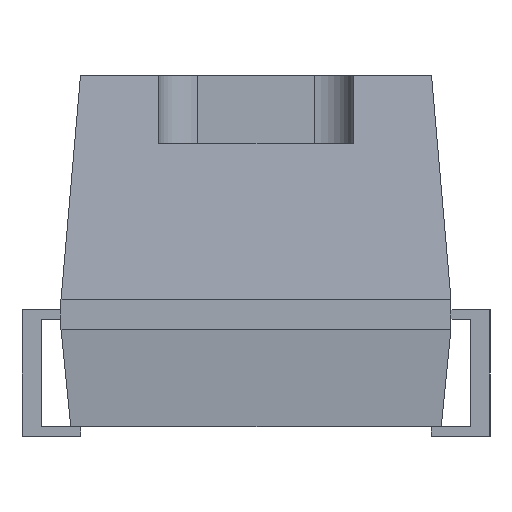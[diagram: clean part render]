
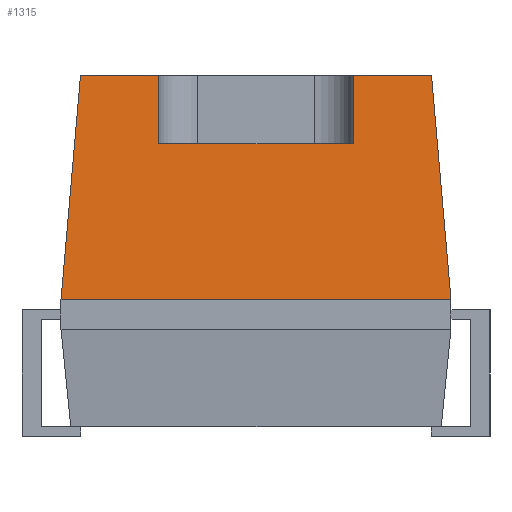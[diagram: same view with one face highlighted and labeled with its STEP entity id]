
A CAD part, left-side view. The second image highlights one B-rep face of the part: STEP entity #1315.
In plain terms, the highlighted planar face has unit normal (-0.996, 0, 0.087).
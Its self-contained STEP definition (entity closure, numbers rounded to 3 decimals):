
#349 = VERTEX_POINT('',#350);
#350 = CARTESIAN_POINT('',(-5.85,-2.,1.4));
#670 = EDGE_CURVE('',#349,#671,#673,.T.);
#671 = VERTEX_POINT('',#672);
#672 = CARTESIAN_POINT('',(-5.85,2.,1.4));
#673 = LINE('',#674,#675);
#674 = CARTESIAN_POINT('',(-5.85,-1.8,1.4));
#675 = VECTOR('',#676,1.);
#676 = DIRECTION('',(0.,1.,0.));
#696 = VERTEX_POINT('',#697);
#697 = CARTESIAN_POINT('',(-5.65,-1.8,3.7));
#703 = EDGE_CURVE('',#349,#696,#704,.T.);
#704 = LINE('',#705,#706);
#705 = CARTESIAN_POINT('',(-5.706,-1.856,
    3.051));
#706 = VECTOR('',#707,1.);
#707 = DIRECTION('',(0.086,0.086,
    0.993));
#1315 = ADVANCED_FACE('',(#1316),#1366,.F.);
#1316 = FACE_BOUND('',#1317,.F.);
#1317 = EDGE_LOOP('',(#1318,#1319,#1320,#1328,#1336,#1344,#1352,#1360));
#1318 = ORIENTED_EDGE('',*,*,#703,.F.);
#1319 = ORIENTED_EDGE('',*,*,#670,.T.);
#1320 = ORIENTED_EDGE('',*,*,#1321,.T.);
#1321 = EDGE_CURVE('',#671,#1322,#1324,.T.);
#1322 = VERTEX_POINT('',#1323);
#1323 = CARTESIAN_POINT('',(-5.65,1.8,3.7));
#1324 = LINE('',#1325,#1326);
#1325 = CARTESIAN_POINT('',(-5.737,1.887,
    2.704));
#1326 = VECTOR('',#1327,1.);
#1327 = DIRECTION('',(0.086,-0.086,
    0.993));
#1328 = ORIENTED_EDGE('',*,*,#1329,.F.);
#1329 = EDGE_CURVE('',#1330,#1322,#1332,.T.);
#1330 = VERTEX_POINT('',#1331);
#1331 = CARTESIAN_POINT('',(-5.65,1.,3.7));
#1332 = LINE('',#1333,#1334);
#1333 = CARTESIAN_POINT('',(-5.65,-1.8,3.7));
#1334 = VECTOR('',#1335,1.);
#1335 = DIRECTION('',(0.,1.,0.));
#1336 = ORIENTED_EDGE('',*,*,#1337,.F.);
#1337 = EDGE_CURVE('',#1338,#1330,#1340,.T.);
#1338 = VERTEX_POINT('',#1339);
#1339 = CARTESIAN_POINT('',(-5.711,1.,3.));
#1340 = LINE('',#1341,#1342);
#1341 = CARTESIAN_POINT('',(-5.734,1.,2.732));
#1342 = VECTOR('',#1343,1.);
#1343 = DIRECTION('',(0.087,0.,0.996));
#1344 = ORIENTED_EDGE('',*,*,#1345,.T.);
#1345 = EDGE_CURVE('',#1338,#1346,#1348,.T.);
#1346 = VERTEX_POINT('',#1347);
#1347 = CARTESIAN_POINT('',(-5.711,-1.,3.));
#1348 = LINE('',#1349,#1350);
#1349 = CARTESIAN_POINT('',(-5.711,-1.4,3.));
#1350 = VECTOR('',#1351,1.);
#1351 = DIRECTION('',(0.,-1.,0.));
#1352 = ORIENTED_EDGE('',*,*,#1353,.T.);
#1353 = EDGE_CURVE('',#1346,#1354,#1356,.T.);
#1354 = VERTEX_POINT('',#1355);
#1355 = CARTESIAN_POINT('',(-5.65,-1.,3.7));
#1356 = LINE('',#1357,#1358);
#1357 = CARTESIAN_POINT('',(-5.734,-1.,2.732));
#1358 = VECTOR('',#1359,1.);
#1359 = DIRECTION('',(0.087,0.,0.996));
#1360 = ORIENTED_EDGE('',*,*,#1361,.F.);
#1361 = EDGE_CURVE('',#696,#1354,#1362,.T.);
#1362 = LINE('',#1363,#1364);
#1363 = CARTESIAN_POINT('',(-5.65,-1.8,3.7));
#1364 = VECTOR('',#1365,1.);
#1365 = DIRECTION('',(0.,1.,0.));
#1366 = PLANE('',#1367);
#1367 = AXIS2_PLACEMENT_3D('',#1368,#1369,#1370);
#1368 = CARTESIAN_POINT('',(-5.75,-1.8,2.55));
#1369 = DIRECTION('',(0.996,0.,-0.087));
#1370 = DIRECTION('',(0.,1.,0.));
